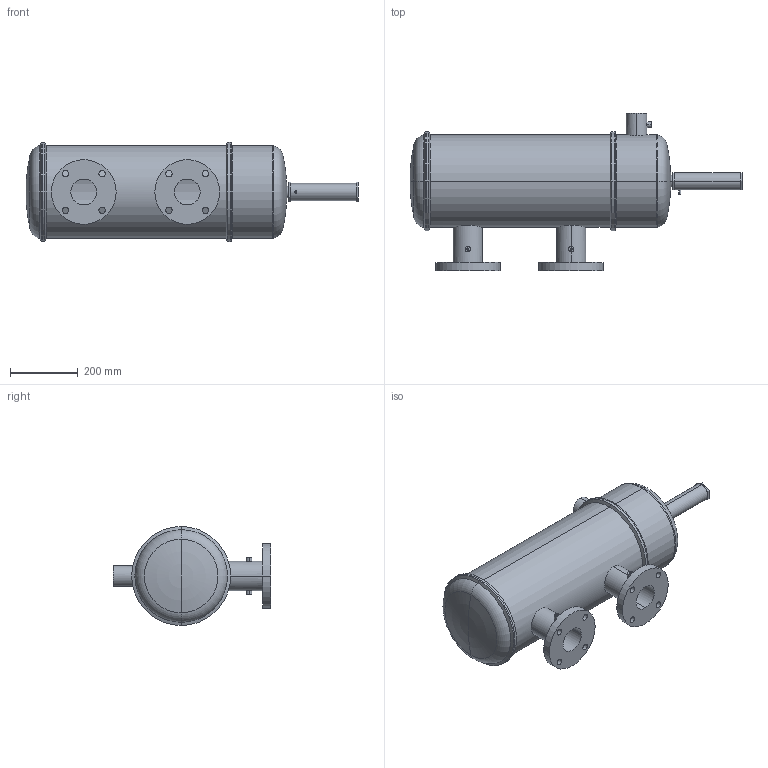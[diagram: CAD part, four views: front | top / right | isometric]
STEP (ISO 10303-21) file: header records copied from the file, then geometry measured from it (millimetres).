
FILE_DESCRIPTION (( 'STEP AP203' ), '1' );
FILE_NAME ('AS3-180C.STEP', '2020-07-26T11:30:02', ( '' ), ( '' ), 'SwSTEP 2.0', 'SolidWorks 2017', '' );
FILE_SCHEMA (( 'CONFIG_CONTROL_DESIGN' ));
Length unit declared in the file: inch
Products named in the file (1): AS3-180C
Bounding box: 978.51 x 463.55 x 291.93 mm (x, y, z)
Volume: 5512982.5 mm3; surface area: 1817321.6 mm2
Topology: 6 solids, 6 shells, 146 faces, 346 edges, 214 vertices
Faces by surface type: cylinder 78, plane 32, torus 20, cone 16
Entity records: 5927 total; most frequent: CARTESIAN_POINT 2371, DIRECTION 756, ORIENTED_EDGE 684, EDGE_CURVE 342, AXIS2_PLACEMENT_3D 311, VERTEX_POINT 214, EDGE_LOOP 194, CIRCLE 164
